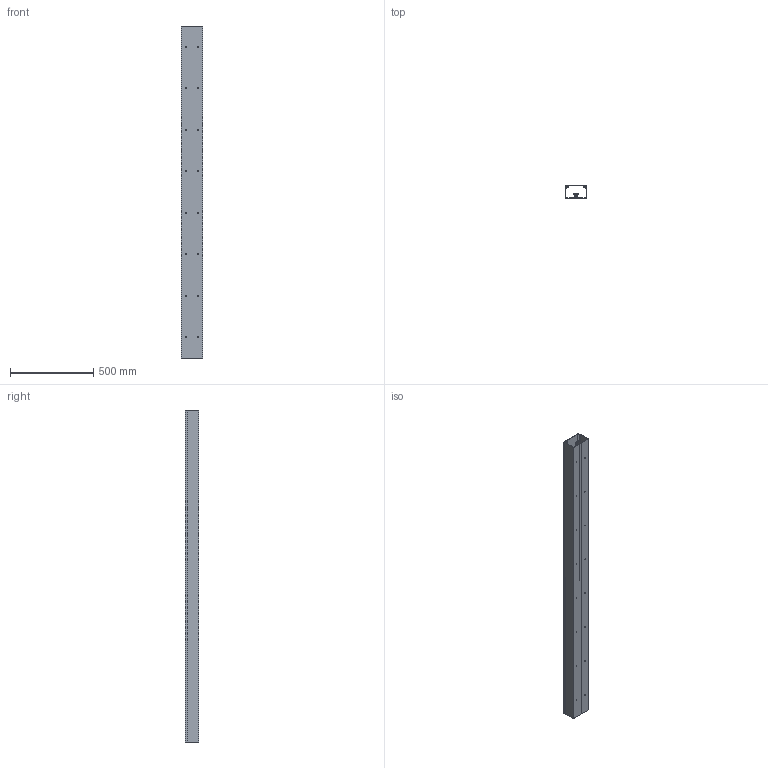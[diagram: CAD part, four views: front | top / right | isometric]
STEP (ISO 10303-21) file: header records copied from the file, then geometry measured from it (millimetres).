
FILE_DESCRIPTION((''),'2;1');
FILE_NAME('FB801300KUN_ASM','2022-09-27T14:50:17',('a.jestaedt'),(''),'CREO PARAMETRIC BY PTC INC, 2022162','CREO PARAMETRIC BY PTC INC, 2022162','');
FILE_SCHEMA(('AUTOMOTIVE_DESIGN { 1 0 10303 214 1 1 1 1 }'));
Length unit declared in the file: millimetre
Products named in the file (3): FB801300KUN; FB801300KUN_D; FB801300KUN_ASM
Assembly tree (2 placements, depth 2):
  FB801300KUN_ASM
    FB801300KUN
    FB801300KUN_D
Bounding box: 130 x 80.8 x 2000 mm (x, y, z)
Volume: 2655648.1 mm3; surface area: 2185026.8 mm2
Topology: 2 solids, 2 shells, 84 faces, 240 edges, 160 vertices
Faces by surface type: plane 52, cylinder 32
Entity records: 3156 total; most frequent: CARTESIAN_POINT 496, DIRECTION 482, ORIENTED_EDGE 480, EDGE_CURVE 240, VECTOR 176, LINE 176, VERTEX_POINT 160, AXIS2_PLACEMENT_3D 153
